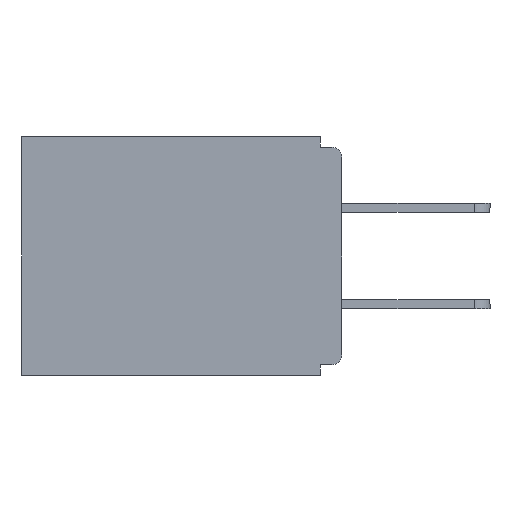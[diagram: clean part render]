
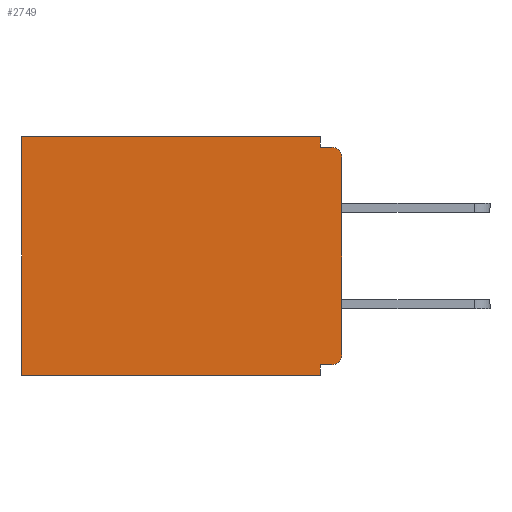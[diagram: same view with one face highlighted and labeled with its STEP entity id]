
A CAD part, left-side view. The second image highlights one B-rep face of the part: STEP entity #2749.
In plain terms, the highlighted planar face has unit normal (-1, 0, 0).
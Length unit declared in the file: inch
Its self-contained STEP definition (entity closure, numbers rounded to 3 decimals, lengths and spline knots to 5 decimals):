
#76 = DIRECTION ( 'NONE',  ( 0., 0., -1. ) ) ;
#135 = AXIS2_PLACEMENT_3D ( 'NONE', #7223, #515, #8225 ) ;
#217 = VECTOR ( 'NONE', #3636, 39.37008 ) ;
#336 = FACE_OUTER_BOUND ( 'NONE', #7282, .T. ) ;
#337 = VERTEX_POINT ( 'NONE', #13426 ) ;
#515 = DIRECTION ( 'NONE',  ( -1., 0., 0. ) ) ;
#812 = CARTESIAN_POINT ( 'NONE',  ( 0.298, 0., -0.328 ) ) ;
#977 = LINE ( 'NONE', #12460, #10020 ) ;
#1199 = CARTESIAN_POINT ( 'NONE',  ( 0.298, 0., 0. ) ) ;
#1354 = EDGE_CURVE ( 'NONE', #4471, #337, #4518, .T. ) ;
#1760 = CARTESIAN_POINT ( 'NONE',  ( 0.298, 0., -0.03 ) ) ;
#1819 = CIRCLE ( 'NONE', #135, 0.015 ) ;
#2082 = DIRECTION ( 'NONE',  ( 0., 1., 0. ) ) ;
#2166 = CARTESIAN_POINT ( 'NONE',  ( 0.298, 0.46, -0.343 ) ) ;
#2179 = EDGE_CURVE ( 'NONE', #337, #8375, #11465, .T. ) ;
#2749 = ADVANCED_FACE ( 'NONE', ( #336 ), #6433, .F. ) ;
#2881 = VERTEX_POINT ( 'NONE', #14274 ) ;
#3167 = LINE ( 'NONE', #13462, #217 ) ;
#3312 = CARTESIAN_POINT ( 'NONE',  ( 0.298, 0.031, -0.343 ) ) ;
#3430 = ORIENTED_EDGE ( 'NONE', *, *, #6323, .T. ) ;
#3487 = DIRECTION ( 'NONE',  ( 0., -1., 0. ) ) ;
#3636 = DIRECTION ( 'NONE',  ( 0., 0., -1. ) ) ;
#3735 = ORIENTED_EDGE ( 'NONE', *, *, #6862, .F. ) ;
#4257 = EDGE_CURVE ( 'NONE', #9915, #6122, #977, .T. ) ;
#4471 = VERTEX_POINT ( 'NONE', #13440 ) ;
#4518 = LINE ( 'NONE', #13524, #9064 ) ;
#4723 = VECTOR ( 'NONE', #11925, 39.37008 ) ;
#4900 = EDGE_CURVE ( 'NONE', #6672, #12656, #1819, .T. ) ;
#5188 = ORIENTED_EDGE ( 'NONE', *, *, #6981, .F. ) ;
#5257 = DIRECTION ( 'NONE',  ( 0., 0., -1. ) ) ;
#5668 = EDGE_CURVE ( 'NONE', #14286, #8375, #12052, .T. ) ;
#5855 = VECTOR ( 'NONE', #6887, 39.37008 ) ;
#5919 = VECTOR ( 'NONE', #76, 39.37008 ) ;
#6122 = VERTEX_POINT ( 'NONE', #7593 ) ;
#6317 = EDGE_CURVE ( 'NONE', #4471, #9915, #3167, .T. ) ;
#6323 = EDGE_CURVE ( 'NONE', #9697, #6122, #9449, .T. ) ;
#6339 = VECTOR ( 'NONE', #2082, 39.37008 ) ;
#6433 = PLANE ( 'NONE',  #7126 ) ;
#6627 = ORIENTED_EDGE ( 'NONE', *, *, #4900, .T. ) ;
#6672 = VERTEX_POINT ( 'NONE', #10434 ) ;
#6799 = CARTESIAN_POINT ( 'NONE',  ( 0.298, 0.015, -0.03 ) ) ;
#6862 = EDGE_CURVE ( 'NONE', #2881, #14286, #9953, .T. ) ;
#6887 = DIRECTION ( 'NONE',  ( 0., 0., -1. ) ) ;
#6981 = EDGE_CURVE ( 'NONE', #6672, #2881, #13749, .T. ) ;
#7046 = DIRECTION ( 'NONE',  ( 0., 0., -1. ) ) ;
#7126 = AXIS2_PLACEMENT_3D ( 'NONE', #8664, #13050, #5257 ) ;
#7223 = CARTESIAN_POINT ( 'NONE',  ( 0.298, 0.015, -0.313 ) ) ;
#7282 = EDGE_LOOP ( 'NONE', ( #3430, #9999, #12800, #8920, #10768, #10032, #3735, #5188, #6627, #13778 ) ) ;
#7376 = VECTOR ( 'NONE', #7046, 39.37008 ) ;
#7593 = CARTESIAN_POINT ( 'NONE',  ( 0.298, 0.015, -0.015 ) ) ;
#7637 = CARTESIAN_POINT ( 'NONE',  ( 0.298, 0.46, 0. ) ) ;
#7889 = AXIS2_PLACEMENT_3D ( 'NONE', #6799, #13517, #12323 ) ;
#7900 = CARTESIAN_POINT ( 'NONE',  ( 0.298, 0., -0.313 ) ) ;
#8225 = DIRECTION ( 'NONE',  ( 0., 0., -1. ) ) ;
#8310 = CARTESIAN_POINT ( 'NONE',  ( 0.298, 0.031, -0.343 ) ) ;
#8375 = VERTEX_POINT ( 'NONE', #2166 ) ;
#8664 = CARTESIAN_POINT ( 'NONE',  ( 0.298, 0., 0. ) ) ;
#8920 = ORIENTED_EDGE ( 'NONE', *, *, #1354, .T. ) ;
#9064 = VECTOR ( 'NONE', #10298, 39.37008 ) ;
#9449 = CIRCLE ( 'NONE', #7889, 0.015 ) ;
#9679 = LINE ( 'NONE', #1199, #5855 ) ;
#9697 = VERTEX_POINT ( 'NONE', #1760 ) ;
#9763 = EDGE_CURVE ( 'NONE', #9697, #12656, #9679, .T. ) ;
#9915 = VERTEX_POINT ( 'NONE', #13653 ) ;
#9953 = LINE ( 'NONE', #8310, #7376 ) ;
#9999 = ORIENTED_EDGE ( 'NONE', *, *, #4257, .F. ) ;
#10020 = VECTOR ( 'NONE', #3487, 39.37008 ) ;
#10032 = ORIENTED_EDGE ( 'NONE', *, *, #5668, .F. ) ;
#10298 = DIRECTION ( 'NONE',  ( 0., 1., 0. ) ) ;
#10434 = CARTESIAN_POINT ( 'NONE',  ( 0.298, 0.015, -0.328 ) ) ;
#10768 = ORIENTED_EDGE ( 'NONE', *, *, #2179, .T. ) ;
#11465 = LINE ( 'NONE', #7637, #5919 ) ;
#11925 = DIRECTION ( 'NONE',  ( 0., 1., 0. ) ) ;
#12052 = LINE ( 'NONE', #14068, #6339 ) ;
#12323 = DIRECTION ( 'NONE',  ( 0., 0., -1. ) ) ;
#12460 = CARTESIAN_POINT ( 'NONE',  ( 0.298, 0., -0.015 ) ) ;
#12656 = VERTEX_POINT ( 'NONE', #7900 ) ;
#12800 = ORIENTED_EDGE ( 'NONE', *, *, #6317, .F. ) ;
#13050 = DIRECTION ( 'NONE',  ( 1., 0., 0. ) ) ;
#13426 = CARTESIAN_POINT ( 'NONE',  ( 0.298, 0.46, 0. ) ) ;
#13440 = CARTESIAN_POINT ( 'NONE',  ( 0.298, 0.031, 0. ) ) ;
#13462 = CARTESIAN_POINT ( 'NONE',  ( 0.298, 0.031, -0.343 ) ) ;
#13517 = DIRECTION ( 'NONE',  ( -1., 0., 0. ) ) ;
#13524 = CARTESIAN_POINT ( 'NONE',  ( 0.298, 0., 0. ) ) ;
#13653 = CARTESIAN_POINT ( 'NONE',  ( 0.298, 0.031, -0.015 ) ) ;
#13749 = LINE ( 'NONE', #812, #4723 ) ;
#13778 = ORIENTED_EDGE ( 'NONE', *, *, #9763, .F. ) ;
#14068 = CARTESIAN_POINT ( 'NONE',  ( 0.298, 0., -0.343 ) ) ;
#14274 = CARTESIAN_POINT ( 'NONE',  ( 0.298, 0.031, -0.328 ) ) ;
#14286 = VERTEX_POINT ( 'NONE', #3312 ) ;
